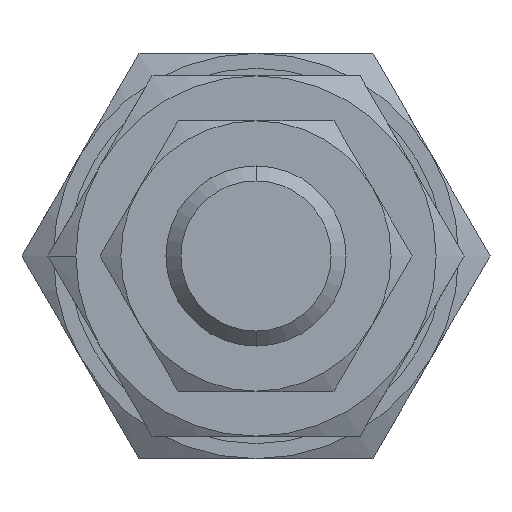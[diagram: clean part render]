
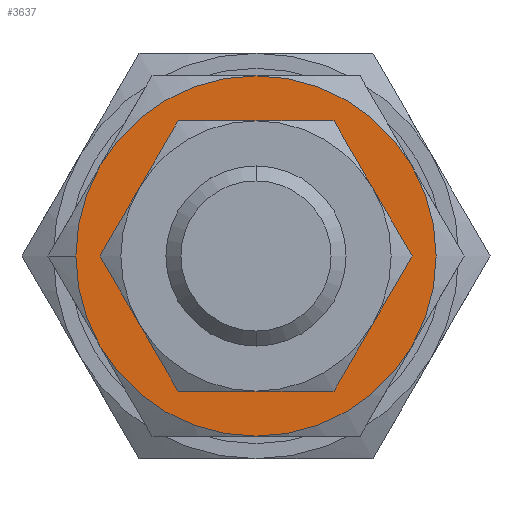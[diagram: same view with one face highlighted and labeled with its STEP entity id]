
A CAD part, left-side view. The second image highlights one B-rep face of the part: STEP entity #3637.
In plain terms, the highlighted planar face has unit normal (-1, 0, 0).
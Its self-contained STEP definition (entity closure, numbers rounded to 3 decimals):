
#136 = CARTESIAN_POINT ( 'NONE',  ( -51.744, 2.124, 0. ) ) ;
#138 = DIRECTION ( 'NONE',  ( 1., 0., 0. ) ) ;
#194 = DIRECTION ( 'NONE',  ( 1., 0., 0. ) ) ;
#198 = AXIS2_PLACEMENT_3D ( 'NONE', #4581, #2856, #2102 ) ;
#279 = CIRCLE ( 'NONE', #4088, 12. ) ;
#289 = DIRECTION ( 'NONE',  ( 0., 1., 0. ) ) ;
#381 = CIRCLE ( 'NONE', #1589, 9. ) ;
#391 = VERTEX_POINT ( 'NONE', #4382 ) ;
#396 = CARTESIAN_POINT ( 'NONE',  ( -51.744, 2.124, 0. ) ) ;
#426 = ORIENTED_EDGE ( 'NONE', *, *, #2452, .T. ) ;
#468 = CARTESIAN_POINT ( 'NONE',  ( -51.744, 2.124, 0. ) ) ;
#581 = DIRECTION ( 'NONE',  ( 0., 0., -1. ) ) ;
#615 = CARTESIAN_POINT ( 'NONE',  ( -51.744, 2.124, 0. ) ) ;
#640 = ORIENTED_EDGE ( 'NONE', *, *, #4846, .F. ) ;
#656 = AXIS2_PLACEMENT_3D ( 'NONE', #615, #3747, #1056 ) ;
#713 = CARTESIAN_POINT ( 'NONE',  ( -51.744, -5.67, 4.5 ) ) ;
#775 = VERTEX_POINT ( 'NONE', #3953 ) ;
#836 = DIRECTION ( 'NONE',  ( 0., 0., -1. ) ) ;
#908 = DIRECTION ( 'NONE',  ( 0., 1., 0. ) ) ;
#950 = CARTESIAN_POINT ( 'NONE',  ( -51.744, 2.124, 0. ) ) ;
#1056 = DIRECTION ( 'NONE',  ( 0., 1., 0. ) ) ;
#1073 = VERTEX_POINT ( 'NONE', #2779 ) ;
#1187 = EDGE_LOOP ( 'NONE', ( #3810, #640, #3727, #2488, #3433, #2385, #2945 ) ) ;
#1207 = CIRCLE ( 'NONE', #198, 12. ) ;
#1272 = VERTEX_POINT ( 'NONE', #4878 ) ;
#1388 = DIRECTION ( 'NONE',  ( -1., 0., 0. ) ) ;
#1397 = ORIENTED_EDGE ( 'NONE', *, *, #4531, .T. ) ;
#1431 = CARTESIAN_POINT ( 'NONE',  ( -51.744, 2.124, 0. ) ) ;
#1468 = CARTESIAN_POINT ( 'NONE',  ( -51.744, 2.124, -9. ) ) ;
#1492 = DIRECTION ( 'NONE',  ( 1., 0., 0. ) ) ;
#1589 = AXIS2_PLACEMENT_3D ( 'NONE', #136, #3268, #581 ) ;
#1592 = ORIENTED_EDGE ( 'NONE', *, *, #1640, .T. ) ;
#1622 = EDGE_CURVE ( 'NONE', #3732, #1073, #3611, .T. ) ;
#1640 = EDGE_CURVE ( 'NONE', #4371, #4183, #2413, .T. ) ;
#1758 = DIRECTION ( 'NONE',  ( 1., 0., 0. ) ) ;
#1797 = EDGE_CURVE ( 'NONE', #5107, #391, #4592, .T. ) ;
#1827 = VERTEX_POINT ( 'NONE', #4351 ) ;
#1902 = DIRECTION ( 'NONE',  ( 1., 0., 0. ) ) ;
#1905 = VERTEX_POINT ( 'NONE', #4681 ) ;
#1945 = CARTESIAN_POINT ( 'NONE',  ( -51.744, 12.516, -6. ) ) ;
#1969 = CIRCLE ( 'NONE', #3831, 12. ) ;
#1981 = CARTESIAN_POINT ( 'NONE',  ( -51.744, 9.918, 4.5 ) ) ;
#1987 = FACE_OUTER_BOUND ( 'NONE', #1187, .T. ) ;
#2068 = ORIENTED_EDGE ( 'NONE', *, *, #5000, .T. ) ;
#2102 = DIRECTION ( 'NONE',  ( 0., 1., 0. ) ) ;
#2113 = AXIS2_PLACEMENT_3D ( 'NONE', #396, #3511, #836 ) ;
#2192 = CARTESIAN_POINT ( 'NONE',  ( -51.744, -8.268, -6. ) ) ;
#2223 = EDGE_CURVE ( 'NONE', #391, #2938, #1207, .T. ) ;
#2231 = DIRECTION ( 'NONE',  ( 1., 0., 0. ) ) ;
#2385 = ORIENTED_EDGE ( 'NONE', *, *, #2223, .F. ) ;
#2413 = CIRCLE ( 'NONE', #3916, 9. ) ;
#2452 = EDGE_CURVE ( 'NONE', #1073, #3876, #3446, .T. ) ;
#2457 = DIRECTION ( 'NONE',  ( 1., 0., 0. ) ) ;
#2488 = ORIENTED_EDGE ( 'NONE', *, *, #2771, .F. ) ;
#2567 = CARTESIAN_POINT ( 'NONE',  ( -51.744, 2.124, 0. ) ) ;
#2646 = VERTEX_POINT ( 'NONE', #1945 ) ;
#2741 = PLANE ( 'NONE',  #3170 ) ;
#2771 = EDGE_CURVE ( 'NONE', #1272, #2646, #4493, .T. ) ;
#2779 = CARTESIAN_POINT ( 'NONE',  ( -51.744, 9.918, -4.5 ) ) ;
#2805 = CARTESIAN_POINT ( 'NONE',  ( -51.744, 2.124, 0. ) ) ;
#2827 = DIRECTION ( 'NONE',  ( 0., 1., 0. ) ) ;
#2856 = DIRECTION ( 'NONE',  ( 1., 0., 0. ) ) ;
#2929 = DIRECTION ( 'NONE',  ( 0., 0., -1. ) ) ;
#2938 = VERTEX_POINT ( 'NONE', #2192 ) ;
#2945 = ORIENTED_EDGE ( 'NONE', *, *, #1797, .F. ) ;
#2964 = EDGE_CURVE ( 'NONE', #2938, #1272, #4137, .T. ) ;
#2965 = DIRECTION ( 'NONE',  ( 1., 0., 0. ) ) ;
#3170 = AXIS2_PLACEMENT_3D ( 'NONE', #950, #1388, #4543 ) ;
#3208 = EDGE_CURVE ( 'NONE', #2646, #1827, #279, .T. ) ;
#3231 = AXIS2_PLACEMENT_3D ( 'NONE', #2805, #138, #3274 ) ;
#3268 = DIRECTION ( 'NONE',  ( 1., 0., 0. ) ) ;
#3274 = DIRECTION ( 'NONE',  ( 0., 0., -1. ) ) ;
#3408 = CIRCLE ( 'NONE', #656, 12. ) ;
#3433 = ORIENTED_EDGE ( 'NONE', *, *, #2964, .F. ) ;
#3446 = CIRCLE ( 'NONE', #3687, 9. ) ;
#3511 = DIRECTION ( 'NONE',  ( 1., 0., 0. ) ) ;
#3586 = DIRECTION ( 'NONE',  ( 1., 0., 0. ) ) ;
#3589 = ORIENTED_EDGE ( 'NONE', *, *, #1622, .T. ) ;
#3594 = CIRCLE ( 'NONE', #3231, 9. ) ;
#3611 = CIRCLE ( 'NONE', #3635, 9. ) ;
#3635 = AXIS2_PLACEMENT_3D ( 'NONE', #5647, #1492, #2929 ) ;
#3637 = ADVANCED_FACE ( 'NONE', ( #5428, #1987 ), #2741, .T. ) ;
#3687 = AXIS2_PLACEMENT_3D ( 'NONE', #4464, #1758, #4907 ) ;
#3727 = ORIENTED_EDGE ( 'NONE', *, *, #3208, .F. ) ;
#3732 = VERTEX_POINT ( 'NONE', #1468 ) ;
#3736 = EDGE_CURVE ( 'NONE', #1905, #5107, #3408, .T. ) ;
#3747 = DIRECTION ( 'NONE',  ( 1., 0., 0. ) ) ;
#3810 = ORIENTED_EDGE ( 'NONE', *, *, #3736, .F. ) ;
#3831 = AXIS2_PLACEMENT_3D ( 'NONE', #468, #3586, #908 ) ;
#3832 = AXIS2_PLACEMENT_3D ( 'NONE', #2567, #194, #2827 ) ;
#3876 = VERTEX_POINT ( 'NONE', #1981 ) ;
#3916 = AXIS2_PLACEMENT_3D ( 'NONE', #1431, #1902, #4344 ) ;
#3933 = CIRCLE ( 'NONE', #2113, 9. ) ;
#3953 = CARTESIAN_POINT ( 'NONE',  ( -51.744, 2.124, 9. ) ) ;
#4044 = AXIS2_PLACEMENT_3D ( 'NONE', #5628, #2965, #289 ) ;
#4088 = AXIS2_PLACEMENT_3D ( 'NONE', #5134, #2457, #5580 ) ;
#4137 = CIRCLE ( 'NONE', #5434, 12. ) ;
#4183 = VERTEX_POINT ( 'NONE', #5366 ) ;
#4344 = DIRECTION ( 'NONE',  ( 0., 0., -1. ) ) ;
#4351 = CARTESIAN_POINT ( 'NONE',  ( -51.744, 14.124, 0. ) ) ;
#4371 = VERTEX_POINT ( 'NONE', #713 ) ;
#4373 = EDGE_LOOP ( 'NONE', ( #2068, #3589, #426, #1397, #4792, #1592 ) ) ;
#4382 = CARTESIAN_POINT ( 'NONE',  ( -51.744, -8.268, 6. ) ) ;
#4464 = CARTESIAN_POINT ( 'NONE',  ( -51.744, 2.124, 0. ) ) ;
#4493 = CIRCLE ( 'NONE', #4044, 12. ) ;
#4531 = EDGE_CURVE ( 'NONE', #3876, #775, #3933, .T. ) ;
#4543 = DIRECTION ( 'NONE',  ( 0., -1., 0. ) ) ;
#4581 = CARTESIAN_POINT ( 'NONE',  ( -51.744, 2.124, 0. ) ) ;
#4592 = CIRCLE ( 'NONE', #3832, 12. ) ;
#4681 = CARTESIAN_POINT ( 'NONE',  ( -51.744, 12.516, 6. ) ) ;
#4792 = ORIENTED_EDGE ( 'NONE', *, *, #4812, .T. ) ;
#4812 = EDGE_CURVE ( 'NONE', #775, #4371, #3594, .T. ) ;
#4846 = EDGE_CURVE ( 'NONE', #1827, #1905, #1969, .T. ) ;
#4878 = CARTESIAN_POINT ( 'NONE',  ( -51.744, 2.124, -12. ) ) ;
#4907 = DIRECTION ( 'NONE',  ( 0., 0., -1. ) ) ;
#4919 = CARTESIAN_POINT ( 'NONE',  ( -51.744, 2.124, 0. ) ) ;
#5000 = EDGE_CURVE ( 'NONE', #4183, #3732, #381, .T. ) ;
#5107 = VERTEX_POINT ( 'NONE', #5571 ) ;
#5134 = CARTESIAN_POINT ( 'NONE',  ( -51.744, 2.124, 0. ) ) ;
#5366 = CARTESIAN_POINT ( 'NONE',  ( -51.744, -5.67, -4.5 ) ) ;
#5369 = DIRECTION ( 'NONE',  ( 0., 1., 0. ) ) ;
#5428 = FACE_BOUND ( 'NONE', #4373, .T. ) ;
#5434 = AXIS2_PLACEMENT_3D ( 'NONE', #4919, #2231, #5369 ) ;
#5571 = CARTESIAN_POINT ( 'NONE',  ( -51.744, 2.124, 12. ) ) ;
#5580 = DIRECTION ( 'NONE',  ( 0., 1., 0. ) ) ;
#5628 = CARTESIAN_POINT ( 'NONE',  ( -51.744, 2.124, 0. ) ) ;
#5647 = CARTESIAN_POINT ( 'NONE',  ( -51.744, 2.124, 0. ) ) ;
